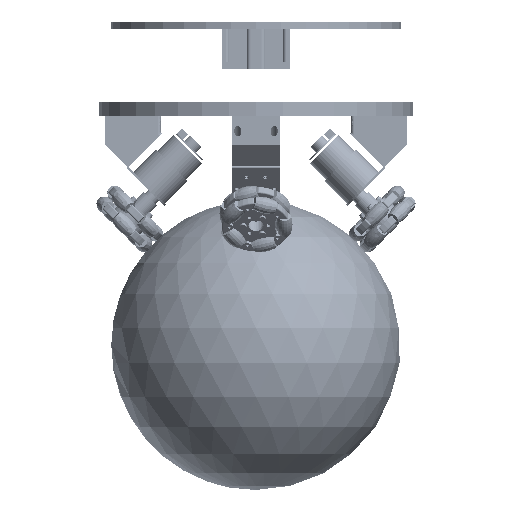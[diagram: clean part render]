
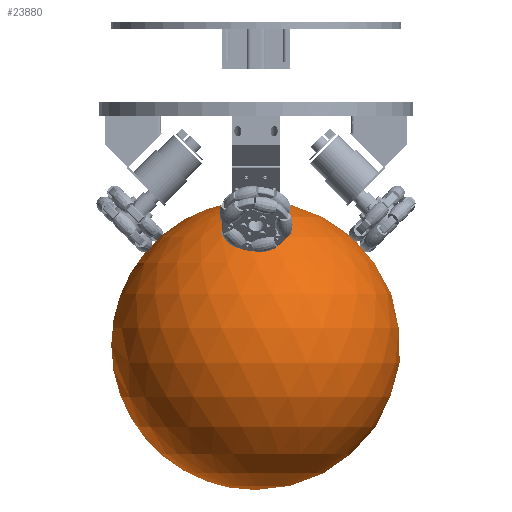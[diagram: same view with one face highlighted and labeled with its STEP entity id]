
A CAD part, front view. The second image highlights one B-rep face of the part: STEP entity #23880.
In plain terms, the highlighted spherical face has radius 120 mm.
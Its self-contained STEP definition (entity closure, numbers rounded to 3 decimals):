
#312=SPHERICAL_SURFACE('',#26156,120.);
#3614=FACE_OUTER_BOUND('',#5080,.T.);
#5080=EDGE_LOOP('',(#21130,#21131));
#10195=CIRCLE('',#26157,120.);
#11982=VERTEX_POINT('',#43365);
#11983=VERTEX_POINT('',#43366);
#15104=EDGE_CURVE('',#11982,#11983,#10195,.T.);
#21130=ORIENTED_EDGE('',*,*,#15104,.T.);
#21131=ORIENTED_EDGE('',*,*,#15104,.F.);
#23880=ADVANCED_FACE('',(#3614),#312,.T.);
#26156=AXIS2_PLACEMENT_3D('',#43364,#32042,#32043);
#26157=AXIS2_PLACEMENT_3D('',#43367,#32044,#32045);
#32042=DIRECTION('center_axis',(0.,0.,1.));
#32043=DIRECTION('ref_axis',(1.,0.,0.));
#32044=DIRECTION('center_axis',(0.,-1.,0.));
#32045=DIRECTION('ref_axis',(-1.,0.,0.));
#43364=CARTESIAN_POINT('Origin',(0.,0.,0.));
#43365=CARTESIAN_POINT('',(0.,0.,
120.));
#43366=CARTESIAN_POINT('',(0.,0.,
-120.));
#43367=CARTESIAN_POINT('Origin',(0.,0.,0.));
